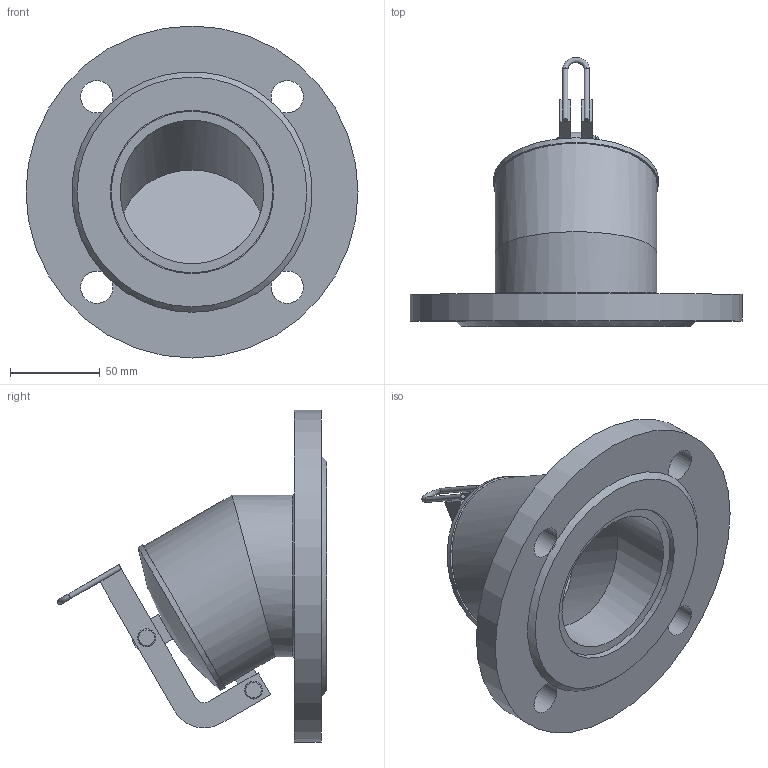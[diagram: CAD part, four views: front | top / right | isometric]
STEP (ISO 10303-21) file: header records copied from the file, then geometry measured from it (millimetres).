
FILE_DESCRIPTION(('FreeCAD Model'),'2;1');
FILE_NAME('Open CASCADE Shape Model','2025-05-08T04:37:03',('FreeCAD'),( 'FreeCAD'),'Open CASCADE STEP processor 7.6','FreeCAD','Unknown');
FILE_SCHEMA(('AUTOMOTIVE_DESIGN { 1 0 10303 214 1 1 1 1 }'));
Length unit declared in the file: millimetre
Products named in the file (1): Open CASCADE STEP translator 7.6 1
Bounding box: 185 x 149.99 x 185 mm (x, y, z)
Volume: 808214.9 mm3; surface area: 190146.4 mm2
Topology: 15 solids, 15 shells, 148 faces, 317 edges, 197 vertices
Faces by surface type: plane 69, cylinder 61, cone 7, torus 6, bspline 4, sphere 1
Full cylindrical faces by diameter (mm): 1.6 x2, 3 x2, 6 x8, 6.6 x2, 10 x2, 12 x2, 18 x8, 80 x2, 90 x3, 91 x2, 92 x1, 185 x2
Entity records: 4803 total; most frequent: CARTESIAN_POINT 1594, DIRECTION 668, ORIENTED_EDGE 632, EDGE_CURVE 316, AXIS2_PLACEMENT_3D 287, VERTEX_POINT 197, FACE_BOUND 189, EDGE_LOOP 189
